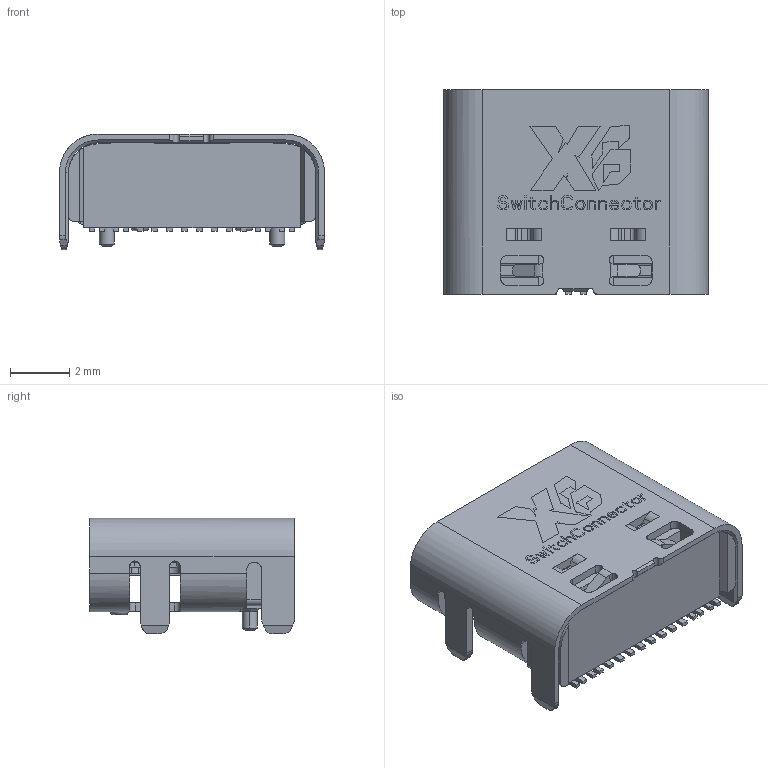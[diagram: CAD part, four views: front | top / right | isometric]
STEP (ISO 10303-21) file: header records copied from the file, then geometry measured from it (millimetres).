
FILE_DESCRIPTION (( 'STEP AP203' ), '1' );
FILE_NAME ('XB-USB-U501-A.stp', '2023-05-20T03:05:25', ( '' ), ( '' ), 'SwSTEP 2.0', 'SolidWorks 2021', '' );
FILE_SCHEMA (( 'CONFIG_CONTROL_DESIGN' ));
Length unit declared in the file: millimetre
Products named in the file (4): U501-3_1_2_3_ASM.stp; XB-USB-U501-A; XB-USB-U501-A.stp; U501-A_1000.stp
Assembly tree (3 placements, depth 4):
  XB-USB-U501-A
    XB-USB-U501-A.stp
      U501-3_1_2_3_ASM.stp
        U501-A_1000.stp
Bounding box: 8.94 x 6.9 x 3.91 mm (x, y, z)
Surface area: 447.3 mm2 (no closed solid volume)
Topology: 0 solids, 28 shells, 1181 faces, 3415 edges, 2257 vertices
Faces by surface type: plane 925, cylinder 220, cone 18, bspline 10, torus 8
Entity records: 41018 total; most frequent: CARTESIAN_POINT 12982, ORIENTED_EDGE 6776, DIRECTION 4122, EDGE_CURVE 3415, VERTEX_POINT 2257, B_SPLINE_CURVE_WITH_KNOTS 1734, VECTOR 1598, LINE 1598
